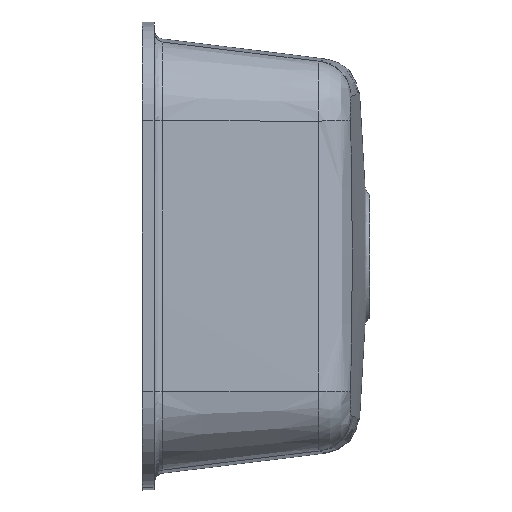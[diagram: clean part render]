
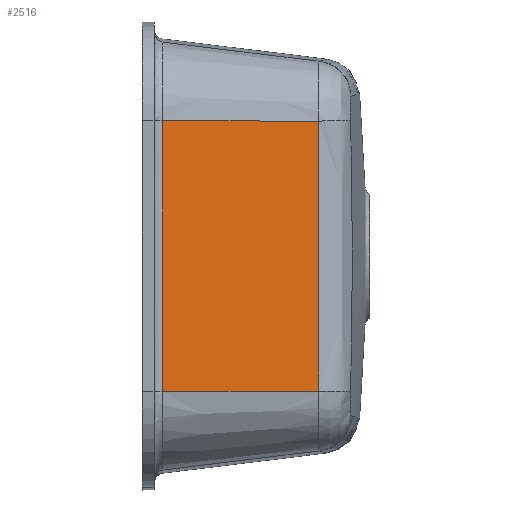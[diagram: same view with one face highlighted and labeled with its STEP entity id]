
A CAD part, left-side view. The second image highlights one B-rep face of the part: STEP entity #2516.
In plain terms, the highlighted conical face has half-angle 7 degrees and reference radius 10984 mm.
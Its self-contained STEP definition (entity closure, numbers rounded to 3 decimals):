
#238 = DIRECTION ( 'NONE',  ( 0., -1., 0. ) ) ;
#266 = AXIS2_PLACEMENT_3D ( 'NONE', #6531, #238, #6574 ) ;
#307 = FACE_OUTER_BOUND ( 'NONE', #968, .T. ) ;
#603 = CARTESIAN_POINT ( 'NONE',  ( -332.368, 33.501, 91.635 ) ) ;
#626 = CARTESIAN_POINT ( 'NONE',  ( -332.638, 32.761, 11.406 ) ) ;
#630 = CARTESIAN_POINT ( 'NONE',  ( -331.975, 34.506, 138.691 ) ) ;
#697 = CARTESIAN_POINT ( 'NONE',  ( -331.975, 34.506, -138.691 ) ) ;
#836 = ORIENTED_EDGE ( 'NONE', *, *, #1552, .T. ) ;
#968 = EDGE_LOOP ( 'NONE', ( #2664, #836, #3920, #5380 ) ) ;
#1062 = CARTESIAN_POINT ( 'NONE',  ( -332.369, 33.496, -89.029 ) ) ;
#1106 = CARTESIAN_POINT ( 'NONE',  ( -332.472, 33.217, -69.65 ) ) ;
#1172 = CARTESIAN_POINT ( 'NONE',  ( -332.473, 33.216, -69.52 ) ) ;
#1202 = VERTEX_POINT ( 'NONE', #630 ) ;
#1282 = CARTESIAN_POINT ( 'NONE',  ( -354.046, 214.281, 138.97 ) ) ;
#1367 = DIRECTION ( 'NONE',  ( -0.122, 0.993, -0.002 ) ) ;
#1552 = EDGE_CURVE ( 'NONE', #3979, #6334, #4270, .T. ) ;
#1641 = VERTEX_POINT ( 'NONE', #697 ) ;
#1704 = CARTESIAN_POINT ( 'NONE',  ( -332.474, 33.213, 69.302 ) ) ;
#1737 = VECTOR ( 'NONE', #5022, 1000. ) ;
#1880 = CONICAL_SURFACE ( 'NONE', #3817, 10984.023, 0.122 ) ;
#2098 = CARTESIAN_POINT ( 'NONE',  ( -332.091, 34.219, -126.721 ) ) ;
#2159 = LINE ( 'NONE', #1282, #1737 ) ;
#2516 = ADVANCED_FACE ( 'NONE', ( #307 ), #1880, .T. ) ;
#2615 = EDGE_CURVE ( 'NONE', #1641, #6334, #6479, .T. ) ;
#2616 = CARTESIAN_POINT ( 'NONE',  ( -331.975, 34.506, -138.691 ) ) ;
#2664 = ORIENTED_EDGE ( 'NONE', *, *, #6354, .T. ) ;
#2698 = CARTESIAN_POINT ( 'NONE',  ( -332.497, 33.149, 64.227 ) ) ;
#2721 = CARTESIAN_POINT ( 'NONE',  ( -332.474, 33.212, 69.254 ) ) ;
#2749 = CARTESIAN_POINT ( 'NONE',  ( -332.618, 32.817, 28.628 ) ) ;
#2789 = CARTESIAN_POINT ( 'NONE',  ( -331.975, 34.506, 138.691 ) ) ;
#2943 = EDGE_CURVE ( 'NONE', #1641, #1202, #5164, .T. ) ;
#2946 = CARTESIAN_POINT ( 'NONE',  ( -351.645, 194.719, -138.94 ) ) ;
#3216 = CARTESIAN_POINT ( 'NONE',  ( -332.425, 33.347, -79.142 ) ) ;
#3234 = CARTESIAN_POINT ( 'NONE',  ( -332.189, 33.968, -114.957 ) ) ;
#3257 = CARTESIAN_POINT ( 'NONE',  ( -332.207, 33.932, 114.75 ) ) ;
#3300 = CARTESIAN_POINT ( 'NONE',  ( -332.475, 33.209, 69.025 ) ) ;
#3817 = AXIS2_PLACEMENT_3D ( 'NONE', #5915, #4862, #4354 ) ;
#3920 = ORIENTED_EDGE ( 'NONE', *, *, #2615, .F. ) ;
#3979 = VERTEX_POINT ( 'NONE', #6681 ) ;
#4029 = CARTESIAN_POINT ( 'NONE',  ( -354.046, 214.281, -138.97 ) ) ;
#4186 = CARTESIAN_POINT ( 'NONE',  ( -332.462, 33.245, -71.786 ) ) ;
#4270 = CIRCLE ( 'NONE', #266, 10984.023 ) ;
#4354 = DIRECTION ( 'NONE',  ( 0., 0., 1. ) ) ;
#4386 = CARTESIAN_POINT ( 'NONE',  ( -332.585, 32.911, -45.926 ) ) ;
#4807 = CARTESIAN_POINT ( 'NONE',  ( -332.45, 33.278, -74.233 ) ) ;
#4831 = CARTESIAN_POINT ( 'NONE',  ( -332.474, 33.214, -69.391 ) ) ;
#4862 = DIRECTION ( 'NONE',  ( 0., 1., 0. ) ) ;
#4875 = CARTESIAN_POINT ( 'NONE',  ( -332.471, 33.221, -69.955 ) ) ;
#4922 = CARTESIAN_POINT ( 'NONE',  ( -332.475, 33.211, 69.163 ) ) ;
#5022 = DIRECTION ( 'NONE',  ( -0.122, 0.993, 0.002 ) ) ;
#5145 = VECTOR ( 'NONE', #1367, 1000. ) ;
#5164 = B_SPLINE_CURVE_WITH_KNOTS ( 'NONE', 3,
 ( #2616, #2098, #3234, #5321, #1062, #3216, #4807, #4186, #6317, #4875, #1106, #1172, #5885, #4831, #4386, #5385, #626, #2749, #6478, #5948, #2698, #5975, #5430, #6431, #3300, #4922, #2721, #1704, #603, #3257, #2789 ),
 .UNSPECIFIED., .F., .F.,
 ( 4, 2, 1, 1, 1, 1, 1, 1, 1, 2, 2, 2, 1, 1, 1, 1, 1, 1, 1, 1, 2, 2, 4 ),
 ( 0., 0.125, 0.187, 0.219, 0.234, 0.242, 0.246, 0.248, 0.249, 0.25, 0.25, 0.5, 0.625, 0.687, 0.719, 0.734, 0.742, 0.746, 0.748, 0.749, 0.75, 0.75, 1. ),
 .UNSPECIFIED. ) ;
#5321 = CARTESIAN_POINT ( 'NONE',  ( -332.313, 33.644, -97.62 ) ) ;
#5380 = ORIENTED_EDGE ( 'NONE', *, *, #2943, .T. ) ;
#5385 = CARTESIAN_POINT ( 'NONE',  ( -332.638, 32.761, -22.811 ) ) ;
#5430 = CARTESIAN_POINT ( 'NONE',  ( -332.48, 33.197, 68.065 ) ) ;
#5885 = CARTESIAN_POINT ( 'NONE',  ( -332.473, 33.215, -69.433 ) ) ;
#5915 = CARTESIAN_POINT ( 'NONE',  ( 10631.5, 194.719, 0. ) ) ;
#5948 = CARTESIAN_POINT ( 'NONE',  ( -332.519, 33.09, 59.116 ) ) ;
#5975 = CARTESIAN_POINT ( 'NONE',  ( -332.486, 33.181, 66.785 ) ) ;
#6317 = CARTESIAN_POINT ( 'NONE',  ( -332.468, 33.229, -70.565 ) ) ;
#6334 = VERTEX_POINT ( 'NONE', #2946 ) ;
#6354 = EDGE_CURVE ( 'NONE', #1202, #3979, #2159, .T. ) ;
#6431 = CARTESIAN_POINT ( 'NONE',  ( -332.477, 33.205, 68.705 ) ) ;
#6478 = CARTESIAN_POINT ( 'NONE',  ( -332.558, 32.982, 48.92 ) ) ;
#6479 = LINE ( 'NONE', #4029, #5145 ) ;
#6531 = CARTESIAN_POINT ( 'NONE',  ( 10631.5, 194.719, 0. ) ) ;
#6574 = DIRECTION ( 'NONE',  ( 0., 0., 1. ) ) ;
#6681 = CARTESIAN_POINT ( 'NONE',  ( -351.645, 194.719, 138.94 ) ) ;
